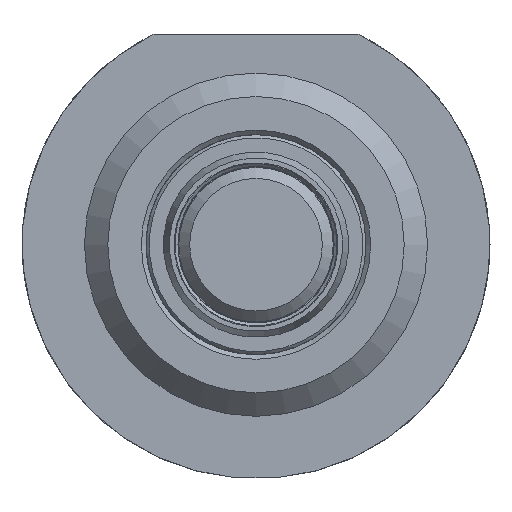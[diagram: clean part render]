
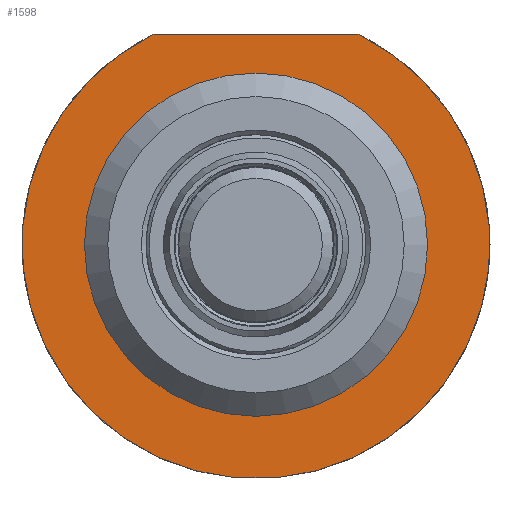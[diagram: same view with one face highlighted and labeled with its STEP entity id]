
A CAD part, front view. The second image highlights one B-rep face of the part: STEP entity #1598.
In plain terms, the highlighted planar face has unit normal (0, -1, 0).
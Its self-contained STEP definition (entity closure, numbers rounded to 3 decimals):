
#1314=CARTESIAN_POINT('',(-6.538,-456.5,13.5));
#1315=VERTEX_POINT('',#1314);
#1316=CARTESIAN_POINT('',(6.538,-456.5,13.5));
#1317=VERTEX_POINT('',#1316);
#1318=CARTESIAN_POINT('',(-6.538,-456.5,13.5));
#1319=DIRECTION('',(1.0,0.0,0.0));
#1320=VECTOR('',#1319,13.077);
#1321=LINE('',#1318,#1320);
#1322=EDGE_CURVE('',#1315,#1317,#1321,.T.);
#1553=CARTESIAN_POINT('',(0.,-456.5,11.0));
#1554=VERTEX_POINT('',#1553);
#1555=CARTESIAN_POINT('',(0.,-456.5,0.0));
#1556=DIRECTION('',(0.0,1.0,0.0));
#1557=DIRECTION('',(0.0,0.0,1.0));
#1558=AXIS2_PLACEMENT_3D('',#1555,#1556,#1557);
#1559=CIRCLE('',#1558,11.0);
#1560=EDGE_CURVE('',#1554,#1554,#1559,.T.);
#1573=CARTESIAN_POINT('',(0.,-456.5,0.0));
#1574=DIRECTION('',(0.0,1.0,0.0));
#1575=DIRECTION('',(-0.436,0.0,0.9));
#1576=AXIS2_PLACEMENT_3D('',#1573,#1574,#1575);
#1577=CIRCLE('',#1576,15.);
#1578=EDGE_CURVE('',#1317,#1315,#1577,.T.);
#1586=CARTESIAN_POINT('',(0.,-456.5,1.083));
#1587=DIRECTION('',(0.0,-1.0,0.0));
#1588=DIRECTION('',(0.0,0.0,-1.0));
#1589=AXIS2_PLACEMENT_3D('',#1586,#1587,#1588);
#1590=PLANE('',#1589);
#1591=ORIENTED_EDGE('',*,*,#1322,.F.);
#1592=ORIENTED_EDGE('',*,*,#1578,.F.);
#1593=EDGE_LOOP('',(#1591,#1592));
#1594=FACE_OUTER_BOUND('',#1593,.T.);
#1595=ORIENTED_EDGE('',*,*,#1560,.T.);
#1596=EDGE_LOOP('',(#1595));
#1597=FACE_BOUND('',#1596,.T.);
#1598=ADVANCED_FACE('',(#1594,#1597),#1590,.T.);
